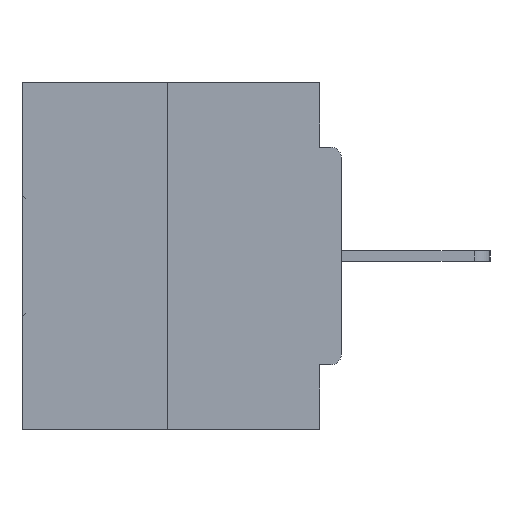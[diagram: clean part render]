
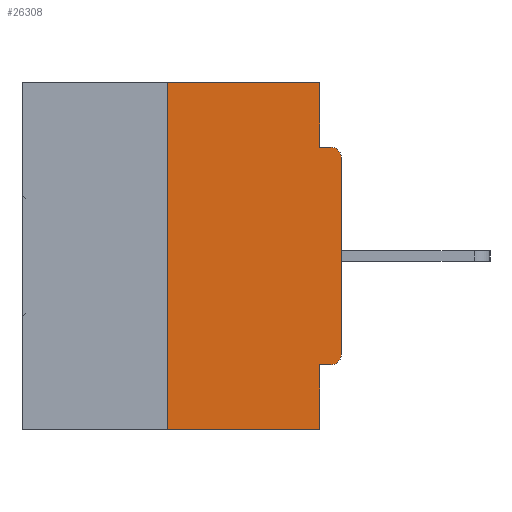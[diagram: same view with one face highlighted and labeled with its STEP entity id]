
A CAD part, left-side view. The second image highlights one B-rep face of the part: STEP entity #26308.
In plain terms, the highlighted planar face has unit normal (-1, 0, 0).
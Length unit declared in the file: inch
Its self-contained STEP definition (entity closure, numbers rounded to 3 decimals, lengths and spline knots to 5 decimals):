
#438 = AXIS2_PLACEMENT_3D ( 'NONE', #7670, #4738, #34359 ) ;
#645 = CARTESIAN_POINT ( 'NONE',  ( 0., 0.015, -0.4065 ) ) ;
#678 = AXIS2_PLACEMENT_3D ( 'NONE', #3993, #24684, #27723 ) ;
#1491 = VERTEX_POINT ( 'NONE', #15774 ) ;
#1752 = DIRECTION ( 'NONE',  ( 0., 0., -1. ) ) ;
#2255 = VECTOR ( 'NONE', #9661, 39.37008 ) ;
#2448 = DIRECTION ( 'NONE',  ( 0., 1., 0. ) ) ;
#2634 = VECTOR ( 'NONE', #16872, 39.37008 ) ;
#2936 = CIRCLE ( 'NONE', #438, 0.015 ) ;
#3031 = EDGE_CURVE ( 'NONE', #34021, #15601, #5643, .T. ) ;
#3424 = DIRECTION ( 'NONE',  ( 0., -1., 0. ) ) ;
#3993 = CARTESIAN_POINT ( 'NONE',  ( 0., 0.46, 0. ) ) ;
#4279 = ORIENTED_EDGE ( 'NONE', *, *, #9499, .F. ) ;
#4346 = CARTESIAN_POINT ( 'NONE',  ( 0., 0.031, 0. ) ) ;
#4674 = CARTESIAN_POINT ( 'NONE',  ( 0., 0.031, -0.0935 ) ) ;
#4738 = DIRECTION ( 'NONE',  ( -1., 0., 0. ) ) ;
#5643 = CIRCLE ( 'NONE', #11424, 0.015 ) ;
#5844 = ORIENTED_EDGE ( 'NONE', *, *, #26217, .F. ) ;
#6469 = VERTEX_POINT ( 'NONE', #4674 ) ;
#6484 = CARTESIAN_POINT ( 'NONE',  ( 0., 0.25, 0. ) ) ;
#6829 = PLANE ( 'NONE',  #678 ) ;
#6927 = LINE ( 'NONE', #9095, #15076 ) ;
#7634 = EDGE_CURVE ( 'NONE', #32952, #26238, #36366, .T. ) ;
#7670 = CARTESIAN_POINT ( 'NONE',  ( 0., 0.015, -0.3915 ) ) ;
#7985 = CARTESIAN_POINT ( 'NONE',  ( 0., 0., -0.4065 ) ) ;
#9095 = CARTESIAN_POINT ( 'NONE',  ( 0., 0., 0. ) ) ;
#9499 = EDGE_CURVE ( 'NONE', #33921, #37762, #16883, .T. ) ;
#9661 = DIRECTION ( 'NONE',  ( 0., 0., 1. ) ) ;
#9821 = CARTESIAN_POINT ( 'NONE',  ( 0., 0.015, -0.0935 ) ) ;
#10871 = EDGE_CURVE ( 'NONE', #6469, #15601, #36950, .T. ) ;
#10965 = VECTOR ( 'NONE', #2448, 39.37008 ) ;
#11424 = AXIS2_PLACEMENT_3D ( 'NONE', #13134, #36295, #1752 ) ;
#11470 = LINE ( 'NONE', #30295, #24293 ) ;
#11675 = VECTOR ( 'NONE', #3424, 39.37008 ) ;
#11860 = VERTEX_POINT ( 'NONE', #33036 ) ;
#13134 = CARTESIAN_POINT ( 'NONE',  ( 0., 0.015, -0.1085 ) ) ;
#13314 = ORIENTED_EDGE ( 'NONE', *, *, #19993, .T. ) ;
#13488 = DIRECTION ( 'NONE',  ( 0., 0., -1. ) ) ;
#15076 = VECTOR ( 'NONE', #35796, 39.37008 ) ;
#15601 = VERTEX_POINT ( 'NONE', #9821 ) ;
#15634 = LINE ( 'NONE', #17814, #36239 ) ;
#15774 = CARTESIAN_POINT ( 'NONE',  ( 0., 0., -0.3915 ) ) ;
#15820 = DIRECTION ( 'NONE',  ( 0., 0., -1. ) ) ;
#16510 = CARTESIAN_POINT ( 'NONE',  ( 0., 0., -0.0935 ) ) ;
#16872 = DIRECTION ( 'NONE',  ( 0., -1., 0. ) ) ;
#16883 = LINE ( 'NONE', #7985, #10965 ) ;
#16975 = EDGE_CURVE ( 'NONE', #11860, #6469, #29461, .T. ) ;
#17584 = ORIENTED_EDGE ( 'NONE', *, *, #27688, .T. ) ;
#17814 = CARTESIAN_POINT ( 'NONE',  ( 0., 0.46, 0. ) ) ;
#18745 = ORIENTED_EDGE ( 'NONE', *, *, #37249, .F. ) ;
#19108 = VERTEX_POINT ( 'NONE', #34078 ) ;
#19493 = ORIENTED_EDGE ( 'NONE', *, *, #10871, .F. ) ;
#19993 = EDGE_CURVE ( 'NONE', #1491, #34021, #6927, .T. ) ;
#19998 = CARTESIAN_POINT ( 'NONE',  ( 0., 0.46, -0.5 ) ) ;
#20044 = LINE ( 'NONE', #6484, #2255 ) ;
#20769 = VECTOR ( 'NONE', #13488, 39.37008 ) ;
#21361 = CARTESIAN_POINT ( 'NONE',  ( 0., 0.031, -0.5 ) ) ;
#21662 = CARTESIAN_POINT ( 'NONE',  ( 0., 0.031, -0.4065 ) ) ;
#22443 = ORIENTED_EDGE ( 'NONE', *, *, #16975, .F. ) ;
#23864 = EDGE_LOOP ( 'NONE', ( #32300, #18745, #37238, #5844, #4279, #17584, #13314, #28315, #19493, #22443 ) ) ;
#24293 = VECTOR ( 'NONE', #15820, 39.37008 ) ;
#24684 = DIRECTION ( 'NONE',  ( 1., 0., 0. ) ) ;
#25611 = EDGE_CURVE ( 'NONE', #19108, #11860, #15634, .T. ) ;
#26217 = EDGE_CURVE ( 'NONE', #37762, #26238, #11470, .T. ) ;
#26238 = VERTEX_POINT ( 'NONE', #21361 ) ;
#26308 = ADVANCED_FACE ( 'NONE', ( #32039 ), #6829, .F. ) ;
#27688 = EDGE_CURVE ( 'NONE', #33921, #1491, #2936, .T. ) ;
#27723 = DIRECTION ( 'NONE',  ( 0., 0., -1. ) ) ;
#28315 = ORIENTED_EDGE ( 'NONE', *, *, #3031, .T. ) ;
#29461 = LINE ( 'NONE', #4346, #20769 ) ;
#30295 = CARTESIAN_POINT ( 'NONE',  ( 0., 0.031, -0.5 ) ) ;
#32039 = FACE_OUTER_BOUND ( 'NONE', #23864, .T. ) ;
#32300 = ORIENTED_EDGE ( 'NONE', *, *, #25611, .F. ) ;
#32527 = CARTESIAN_POINT ( 'NONE',  ( 0., 0.25, -0.5 ) ) ;
#32672 = DIRECTION ( 'NONE',  ( 0., -1., 0. ) ) ;
#32952 = VERTEX_POINT ( 'NONE', #32527 ) ;
#33036 = CARTESIAN_POINT ( 'NONE',  ( 0., 0.031, 0. ) ) ;
#33921 = VERTEX_POINT ( 'NONE', #645 ) ;
#34021 = VERTEX_POINT ( 'NONE', #34510 ) ;
#34078 = CARTESIAN_POINT ( 'NONE',  ( 0., 0.25, 0. ) ) ;
#34359 = DIRECTION ( 'NONE',  ( 0., 0., -1. ) ) ;
#34510 = CARTESIAN_POINT ( 'NONE',  ( 0., 0., -0.1085 ) ) ;
#35796 = DIRECTION ( 'NONE',  ( 0., 0., 1. ) ) ;
#36239 = VECTOR ( 'NONE', #32672, 39.37008 ) ;
#36295 = DIRECTION ( 'NONE',  ( -1., 0., 0. ) ) ;
#36366 = LINE ( 'NONE', #19998, #11675 ) ;
#36950 = LINE ( 'NONE', #16510, #2634 ) ;
#37238 = ORIENTED_EDGE ( 'NONE', *, *, #7634, .T. ) ;
#37249 = EDGE_CURVE ( 'NONE', #32952, #19108, #20044, .T. ) ;
#37762 = VERTEX_POINT ( 'NONE', #21662 ) ;
